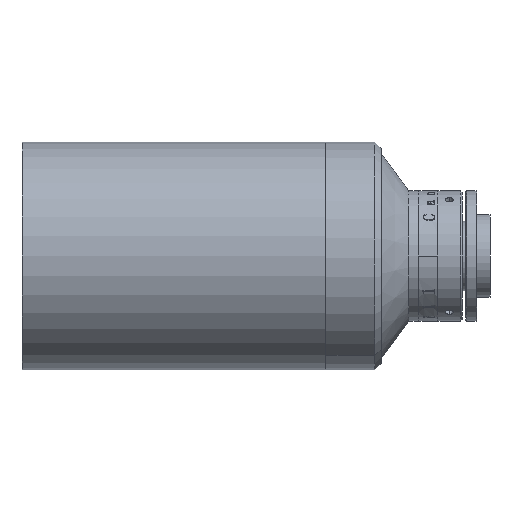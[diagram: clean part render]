
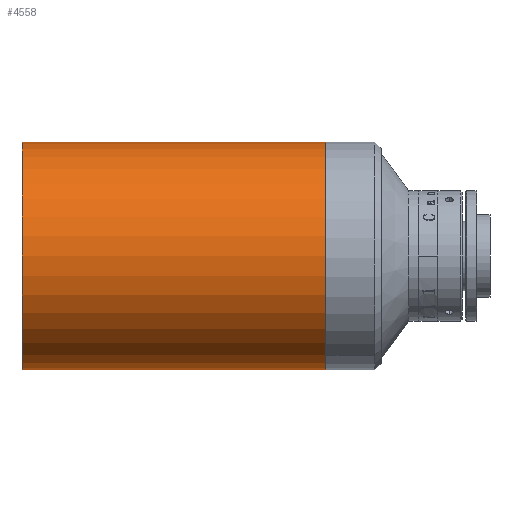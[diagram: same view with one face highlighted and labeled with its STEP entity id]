
A CAD part, front view. The second image highlights one B-rep face of the part: STEP entity #4558.
In plain terms, the highlighted cylindrical face has radius 35 mm (diameter 70 mm), a partial arc.
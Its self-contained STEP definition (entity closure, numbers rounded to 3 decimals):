
#253 = DIRECTION ( 'NONE',  ( -1., 0., 0. ) ) ;
#302 = VECTOR ( 'NONE', #6674, 1000. ) ;
#1184 = CARTESIAN_POINT ( 'NONE',  ( -61.601, 0., -35. ) ) ;
#1812 = VERTEX_POINT ( 'NONE', #12074 ) ;
#2308 = CARTESIAN_POINT ( 'NONE',  ( 0., 0., 0. ) ) ;
#2476 = ORIENTED_EDGE ( 'NONE', *, *, #9199, .F. ) ;
#2503 = ORIENTED_EDGE ( 'NONE', *, *, #7016, .T. ) ;
#3279 = CYLINDRICAL_SURFACE ( 'NONE', #11711, 35. ) ;
#3424 = DIRECTION ( 'NONE',  ( 0., 0., 1. ) ) ;
#3568 = LINE ( 'NONE', #1184, #302 ) ;
#4043 = CARTESIAN_POINT ( 'NONE',  ( -61.601, 0., 0. ) ) ;
#4558 = ADVANCED_FACE ( 'NONE', ( #12323 ), #3279, .T. ) ;
#4867 = CARTESIAN_POINT ( 'NONE',  ( -61.601, 0., 35. ) ) ;
#5179 = DIRECTION ( 'NONE',  ( 0., 0., 1. ) ) ;
#5848 = AXIS2_PLACEMENT_3D ( 'NONE', #2308, #9981, #3424 ) ;
#5886 = CIRCLE ( 'NONE', #5848, 35. ) ;
#6213 = ORIENTED_EDGE ( 'NONE', *, *, #6330, .T. ) ;
#6330 = EDGE_CURVE ( 'NONE', #9466, #1812, #11473, .T. ) ;
#6654 = VERTEX_POINT ( 'NONE', #8123 ) ;
#6674 = DIRECTION ( 'NONE',  ( -1., 0., 0. ) ) ;
#6842 = CARTESIAN_POINT ( 'NONE',  ( 93.366, 0., 0. ) ) ;
#7009 = ORIENTED_EDGE ( 'NONE', *, *, #7696, .F. ) ;
#7016 = EDGE_CURVE ( 'NONE', #1812, #6654, #13853, .T. ) ;
#7069 = DIRECTION ( 'NONE',  ( -1., 0., 0. ) ) ;
#7360 = DIRECTION ( 'NONE',  ( -1., 0., 0. ) ) ;
#7696 = EDGE_CURVE ( 'NONE', #9466, #8717, #3568, .T. ) ;
#7933 = DIRECTION ( 'NONE',  ( 0., 0., 1. ) ) ;
#8123 = CARTESIAN_POINT ( 'NONE',  ( 0., 0., 35. ) ) ;
#8200 = AXIS2_PLACEMENT_3D ( 'NONE', #6842, #253, #7933 ) ;
#8717 = VERTEX_POINT ( 'NONE', #9131 ) ;
#9131 = CARTESIAN_POINT ( 'NONE',  ( 0., 0., -35. ) ) ;
#9199 = EDGE_CURVE ( 'NONE', #8717, #6654, #5886, .T. ) ;
#9466 = VERTEX_POINT ( 'NONE', #10485 ) ;
#9981 = DIRECTION ( 'NONE',  ( -1., 0., 0. ) ) ;
#10485 = CARTESIAN_POINT ( 'NONE',  ( 93.366, 0., -35. ) ) ;
#10609 = VECTOR ( 'NONE', #7069, 1000. ) ;
#11106 = EDGE_LOOP ( 'NONE', ( #7009, #6213, #2503, #2476 ) ) ;
#11473 = CIRCLE ( 'NONE', #8200, 35. ) ;
#11711 = AXIS2_PLACEMENT_3D ( 'NONE', #4043, #7360, #5179 ) ;
#12074 = CARTESIAN_POINT ( 'NONE',  ( 93.366, 0., 35. ) ) ;
#12323 = FACE_OUTER_BOUND ( 'NONE', #11106, .T. ) ;
#13853 = LINE ( 'NONE', #4867, #10609 ) ;
